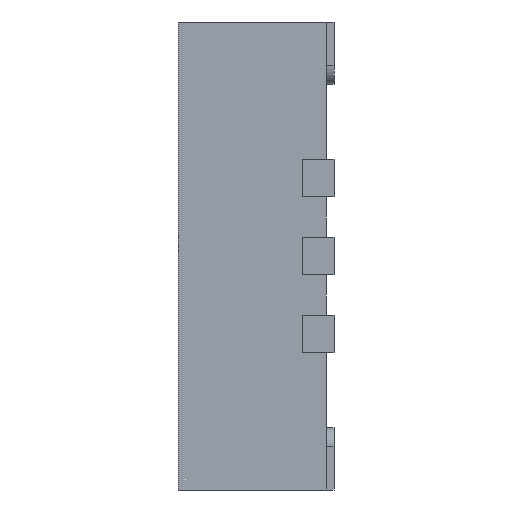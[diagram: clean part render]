
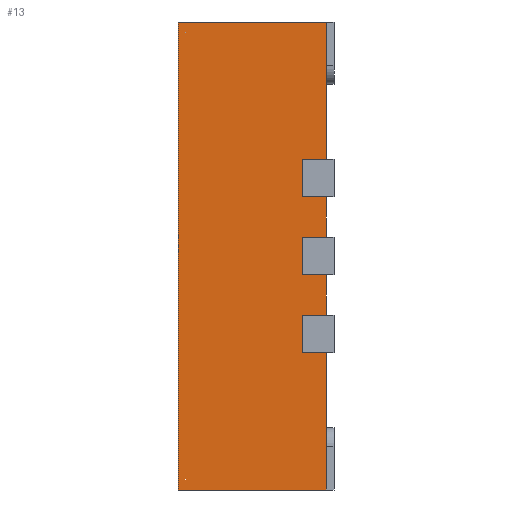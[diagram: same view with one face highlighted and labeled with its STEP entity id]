
A CAD part, left-side view. The second image highlights one B-rep face of the part: STEP entity #13.
In plain terms, the highlighted planar face has unit normal (-1, 0, 0).
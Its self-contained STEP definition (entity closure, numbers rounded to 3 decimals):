
#13 = ADVANCED_FACE ( 'NONE', ( #2933 ), #4020, .F. ) ;
#215 = VERTEX_POINT ( 'NONE', #2917 ) ;
#377 = CARTESIAN_POINT ( 'NONE',  ( -1.25, 0., 1.5 ) ) ;
#381 = EDGE_CURVE ( 'NONE', #3974, #4193, #2631, .T. ) ;
#384 = LINE ( 'NONE', #1135, #3694 ) ;
#397 = ORIENTED_EDGE ( 'NONE', *, *, #4017, .T. ) ;
#409 = DIRECTION ( 'NONE',  ( 0., -1., 0. ) ) ;
#429 = VERTEX_POINT ( 'NONE', #1253 ) ;
#546 = CARTESIAN_POINT ( 'NONE',  ( -1.25, 0.15, -0.62 ) ) ;
#572 = CARTESIAN_POINT ( 'NONE',  ( -1.25, 0., 0.62 ) ) ;
#631 = VECTOR ( 'NONE', #2247, 1000. ) ;
#684 = ORIENTED_EDGE ( 'NONE', *, *, #2865, .F. ) ;
#717 = ORIENTED_EDGE ( 'NONE', *, *, #1720, .F. ) ;
#761 = EDGE_CURVE ( 'NONE', #810, #1034, #1145, .T. ) ;
#770 = CARTESIAN_POINT ( 'NONE',  ( -1.25, 0.15, 0.12 ) ) ;
#771 = DIRECTION ( 'NONE',  ( 0., 0., 1. ) ) ;
#810 = VERTEX_POINT ( 'NONE', #1886 ) ;
#827 = LINE ( 'NONE', #1281, #1280 ) ;
#856 = LINE ( 'NONE', #2335, #3188 ) ;
#864 = VECTOR ( 'NONE', #2167, 1000. ) ;
#895 = VERTEX_POINT ( 'NONE', #2344 ) ;
#919 = VECTOR ( 'NONE', #771, 1000. ) ;
#948 = CARTESIAN_POINT ( 'NONE',  ( -1.25, 0.15, -0.12 ) ) ;
#991 = VERTEX_POINT ( 'NONE', #3032 ) ;
#1019 = ORIENTED_EDGE ( 'NONE', *, *, #2784, .T. ) ;
#1034 = VERTEX_POINT ( 'NONE', #4534 ) ;
#1045 = VERTEX_POINT ( 'NONE', #2034 ) ;
#1057 = DIRECTION ( 'NONE',  ( 0., -1., 0. ) ) ;
#1076 = VERTEX_POINT ( 'NONE', #572 ) ;
#1114 = LINE ( 'NONE', #3959, #3206 ) ;
#1116 = CARTESIAN_POINT ( 'NONE',  ( -1.25, 0.15, 0.12 ) ) ;
#1130 = DIRECTION ( 'NONE',  ( 1., 0., 0. ) ) ;
#1135 = CARTESIAN_POINT ( 'NONE',  ( -1.25, 0.15, -0.62 ) ) ;
#1138 = ORIENTED_EDGE ( 'NONE', *, *, #2470, .T. ) ;
#1145 = LINE ( 'NONE', #377, #2623 ) ;
#1253 = CARTESIAN_POINT ( 'NONE',  ( -1.25, 0., 0.12 ) ) ;
#1280 = VECTOR ( 'NONE', #3130, 1000. ) ;
#1281 = CARTESIAN_POINT ( 'NONE',  ( -1.25, 0.15, 0.38 ) ) ;
#1374 = EDGE_CURVE ( 'NONE', #3052, #895, #2293, .T. ) ;
#1505 = VECTOR ( 'NONE', #3900, 1000. ) ;
#1506 = EDGE_CURVE ( 'NONE', #215, #2161, #384, .T. ) ;
#1540 = VECTOR ( 'NONE', #4355, 1000. ) ;
#1556 = VERTEX_POINT ( 'NONE', #1873 ) ;
#1604 = VECTOR ( 'NONE', #1057, 1000. ) ;
#1648 = ORIENTED_EDGE ( 'NONE', *, *, #2605, .F. ) ;
#1720 = EDGE_CURVE ( 'NONE', #1556, #1034, #4590, .T. ) ;
#1735 = VECTOR ( 'NONE', #1885, 1000. ) ;
#1740 = CARTESIAN_POINT ( 'NONE',  ( -1.25, 0.15, 0.38 ) ) ;
#1800 = ORIENTED_EDGE ( 'NONE', *, *, #381, .F. ) ;
#1808 = VECTOR ( 'NONE', #2824, 1000. ) ;
#1873 = CARTESIAN_POINT ( 'NONE',  ( -1.25, 0.15, -0.12 ) ) ;
#1885 = DIRECTION ( 'NONE',  ( 0., -1., 0. ) ) ;
#1886 = CARTESIAN_POINT ( 'NONE',  ( -1.25, 0., -0.38 ) ) ;
#1984 = CARTESIAN_POINT ( 'NONE',  ( -1.25, 0.15, -0.62 ) ) ;
#2034 = CARTESIAN_POINT ( 'NONE',  ( -1.25, 0.15, 0.62 ) ) ;
#2052 = ORIENTED_EDGE ( 'NONE', *, *, #3208, .T. ) ;
#2060 = EDGE_CURVE ( 'NONE', #1045, #3974, #827, .T. ) ;
#2082 = VECTOR ( 'NONE', #409, 1000. ) ;
#2161 = VERTEX_POINT ( 'NONE', #1984 ) ;
#2167 = DIRECTION ( 'NONE',  ( 0., 0., 1. ) ) ;
#2199 = ORIENTED_EDGE ( 'NONE', *, *, #2060, .F. ) ;
#2243 = DIRECTION ( 'NONE',  ( 0., 0., -1. ) ) ;
#2247 = DIRECTION ( 'NONE',  ( 0., 0., 1. ) ) ;
#2253 = CARTESIAN_POINT ( 'NONE',  ( -1.25, 0.95, 1.5 ) ) ;
#2293 = LINE ( 'NONE', #3596, #1540 ) ;
#2335 = CARTESIAN_POINT ( 'NONE',  ( -1.25, 0.15, -0.12 ) ) ;
#2344 = CARTESIAN_POINT ( 'NONE',  ( -1.25, 0., -1.5 ) ) ;
#2376 = DIRECTION ( 'NONE',  ( 0., -1., 0. ) ) ;
#2430 = LINE ( 'NONE', #4028, #1735 ) ;
#2470 = EDGE_CURVE ( 'NONE', #429, #4193, #3269, .T. ) ;
#2477 = EDGE_CURVE ( 'NONE', #3266, #2984, #1114, .T. ) ;
#2605 = EDGE_CURVE ( 'NONE', #2161, #991, #3162, .T. ) ;
#2614 = DIRECTION ( 'NONE',  ( 0., 0., -1. ) ) ;
#2623 = VECTOR ( 'NONE', #2955, 1000. ) ;
#2631 = LINE ( 'NONE', #4688, #1604 ) ;
#2707 = EDGE_CURVE ( 'NONE', #1045, #1076, #3663, .T. ) ;
#2749 = ORIENTED_EDGE ( 'NONE', *, *, #1506, .F. ) ;
#2784 = EDGE_CURVE ( 'NONE', #215, #810, #2430, .T. ) ;
#2824 = DIRECTION ( 'NONE',  ( 0., -1., 0. ) ) ;
#2840 = VERTEX_POINT ( 'NONE', #770 ) ;
#2856 = CARTESIAN_POINT ( 'NONE',  ( -1.25, 0.15, 0.62 ) ) ;
#2865 = EDGE_CURVE ( 'NONE', #3052, #3266, #2882, .T. ) ;
#2871 = ORIENTED_EDGE ( 'NONE', *, *, #1374, .T. ) ;
#2882 = LINE ( 'NONE', #2253, #3097 ) ;
#2917 = CARTESIAN_POINT ( 'NONE',  ( -1.25, 0.15, -0.38 ) ) ;
#2933 = FACE_OUTER_BOUND ( 'NONE', #3868, .T. ) ;
#2955 = DIRECTION ( 'NONE',  ( 0., 0., 1. ) ) ;
#2959 = CARTESIAN_POINT ( 'NONE',  ( -1.25, 0.95, 1.5 ) ) ;
#2984 = VERTEX_POINT ( 'NONE', #4518 ) ;
#3024 = DIRECTION ( 'NONE',  ( 0., -1., 0. ) ) ;
#3032 = CARTESIAN_POINT ( 'NONE',  ( -1.25, 0., -0.62 ) ) ;
#3052 = VERTEX_POINT ( 'NONE', #3552 ) ;
#3097 = VECTOR ( 'NONE', #3327, 1000. ) ;
#3130 = DIRECTION ( 'NONE',  ( 0., 0., -1. ) ) ;
#3162 = LINE ( 'NONE', #546, #1505 ) ;
#3188 = VECTOR ( 'NONE', #3751, 1000. ) ;
#3206 = VECTOR ( 'NONE', #3024, 1000. ) ;
#3208 = EDGE_CURVE ( 'NONE', #895, #991, #3807, .T. ) ;
#3229 = ORIENTED_EDGE ( 'NONE', *, *, #2477, .F. ) ;
#3266 = VERTEX_POINT ( 'NONE', #4366 ) ;
#3269 = LINE ( 'NONE', #3307, #631 ) ;
#3290 = ORIENTED_EDGE ( 'NONE', *, *, #3612, .T. ) ;
#3307 = CARTESIAN_POINT ( 'NONE',  ( -1.25, 0., 1.5 ) ) ;
#3327 = DIRECTION ( 'NONE',  ( 0., 0., 1. ) ) ;
#3475 = ORIENTED_EDGE ( 'NONE', *, *, #761, .T. ) ;
#3552 = CARTESIAN_POINT ( 'NONE',  ( -1.25, 0.95, -1.5 ) ) ;
#3596 = CARTESIAN_POINT ( 'NONE',  ( -1.25, 0.95, -1.5 ) ) ;
#3612 = EDGE_CURVE ( 'NONE', #1076, #2984, #4100, .T. ) ;
#3663 = LINE ( 'NONE', #2856, #1808 ) ;
#3694 = VECTOR ( 'NONE', #2614, 1000. ) ;
#3751 = DIRECTION ( 'NONE',  ( 0., 0., -1. ) ) ;
#3807 = LINE ( 'NONE', #4272, #919 ) ;
#3851 = VECTOR ( 'NONE', #2376, 1000. ) ;
#3868 = EDGE_LOOP ( 'NONE', ( #2749, #1019, #3475, #717, #4136, #397, #1138, #1800, #2199, #4262, #3290, #3229, #684, #2871, #2052, #1648 ) ) ;
#3900 = DIRECTION ( 'NONE',  ( 0., -1., 0. ) ) ;
#3959 = CARTESIAN_POINT ( 'NONE',  ( -1.25, 0.95, 1.5 ) ) ;
#3974 = VERTEX_POINT ( 'NONE', #1740 ) ;
#4017 = EDGE_CURVE ( 'NONE', #2840, #429, #4536, .T. ) ;
#4020 = PLANE ( 'NONE',  #4495 ) ;
#4028 = CARTESIAN_POINT ( 'NONE',  ( -1.25, 0.15, -0.38 ) ) ;
#4085 = EDGE_CURVE ( 'NONE', #2840, #1556, #856, .T. ) ;
#4100 = LINE ( 'NONE', #4287, #864 ) ;
#4136 = ORIENTED_EDGE ( 'NONE', *, *, #4085, .F. ) ;
#4193 = VERTEX_POINT ( 'NONE', #4425 ) ;
#4262 = ORIENTED_EDGE ( 'NONE', *, *, #2707, .T. ) ;
#4272 = CARTESIAN_POINT ( 'NONE',  ( -1.25, 0., 1.5 ) ) ;
#4287 = CARTESIAN_POINT ( 'NONE',  ( -1.25, 0., 1.5 ) ) ;
#4355 = DIRECTION ( 'NONE',  ( 0., -1., 0. ) ) ;
#4366 = CARTESIAN_POINT ( 'NONE',  ( -1.25, 0.95, 1.5 ) ) ;
#4425 = CARTESIAN_POINT ( 'NONE',  ( -1.25, 0., 0.38 ) ) ;
#4495 = AXIS2_PLACEMENT_3D ( 'NONE', #2959, #1130, #2243 ) ;
#4518 = CARTESIAN_POINT ( 'NONE',  ( -1.25, 0., 1.5 ) ) ;
#4534 = CARTESIAN_POINT ( 'NONE',  ( -1.25, 0., -0.12 ) ) ;
#4536 = LINE ( 'NONE', #1116, #2082 ) ;
#4590 = LINE ( 'NONE', #948, #3851 ) ;
#4688 = CARTESIAN_POINT ( 'NONE',  ( -1.25, 0.15, 0.38 ) ) ;
